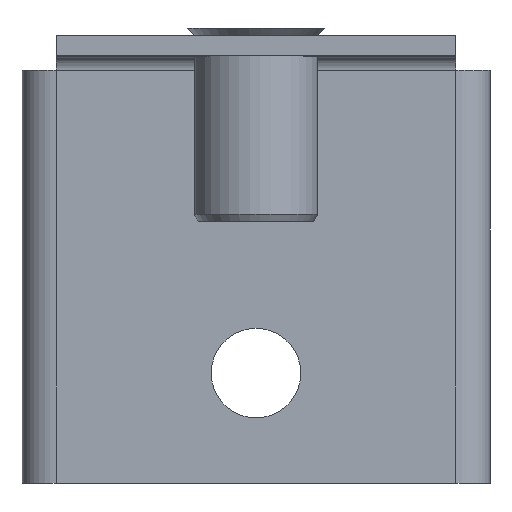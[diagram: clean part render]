
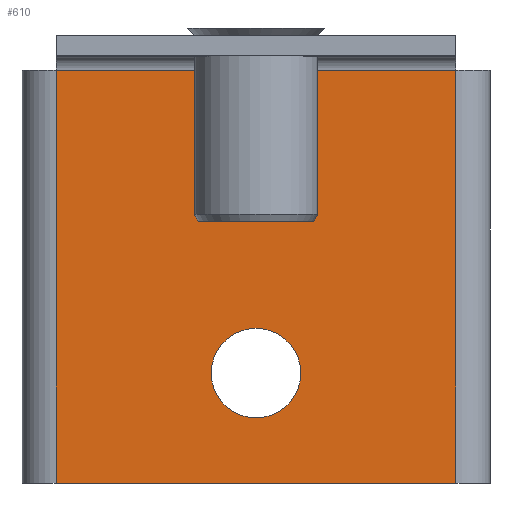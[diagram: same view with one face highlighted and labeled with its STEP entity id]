
A CAD part, top view. The second image highlights one B-rep face of the part: STEP entity #610.
In plain terms, the highlighted planar face has unit normal (0, 0, 1).
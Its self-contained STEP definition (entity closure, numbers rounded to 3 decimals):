
#14 = LINE ( 'NONE', #428, #789 ) ;
#16 = DIRECTION ( 'NONE',  ( 1., 0., 0. ) ) ;
#24 = AXIS2_PLACEMENT_3D ( 'NONE', #933, #290, #16 ) ;
#94 = DIRECTION ( 'NONE',  ( -1., 0., 0. ) ) ;
#118 = ORIENTED_EDGE ( 'NONE', *, *, #698, .F. ) ;
#142 = VERTEX_POINT ( 'NONE', #1204 ) ;
#151 = EDGE_LOOP ( 'NONE', ( #118, #991 ) ) ;
#196 = EDGE_CURVE ( 'NONE', #970, #1027, #713, .T. ) ;
#244 = CARTESIAN_POINT ( 'NONE',  ( 15.5, 8., 0. ) ) ;
#253 = PLANE ( 'NONE',  #1221 ) ;
#265 = DIRECTION ( 'NONE',  ( 0., 0., -1. ) ) ;
#290 = DIRECTION ( 'NONE',  ( 0., 0., 1. ) ) ;
#371 = CARTESIAN_POINT ( 'NONE',  ( 0., 0., 0. ) ) ;
#398 = LINE ( 'NONE', #426, #439 ) ;
#426 = CARTESIAN_POINT ( 'NONE',  ( 0., 0., 0. ) ) ;
#428 = CARTESIAN_POINT ( 'NONE',  ( 30., 0., 0. ) ) ;
#439 = VECTOR ( 'NONE', #1183, 1000. ) ;
#461 = ORIENTED_EDGE ( 'NONE', *, *, #1111, .T. ) ;
#487 = DIRECTION ( 'NONE',  ( 0., 0., 1. ) ) ;
#610 = ADVANCED_FACE ( 'NONE', ( #745, #1553 ), #253, .F. ) ;
#643 = EDGE_CURVE ( 'NONE', #1680, #1157, #1358, .T. ) ;
#667 = CARTESIAN_POINT ( 'NONE',  ( 18.75, 8., 0. ) ) ;
#668 = VERTEX_POINT ( 'NONE', #1312 ) ;
#698 = EDGE_CURVE ( 'NONE', #1157, #1680, #1430, .T. ) ;
#713 = LINE ( 'NONE', #1114, #1487 ) ;
#745 = FACE_BOUND ( 'NONE', #151, .T. ) ;
#753 = ORIENTED_EDGE ( 'NONE', *, *, #1439, .T. ) ;
#760 = CARTESIAN_POINT ( 'NONE',  ( 0., 30., 0. ) ) ;
#772 = DIRECTION ( 'NONE',  ( 1., 0., 0. ) ) ;
#784 = ORIENTED_EDGE ( 'NONE', *, *, #196, .T. ) ;
#789 = VECTOR ( 'NONE', #1342, 1000. ) ;
#792 = VECTOR ( 'NONE', #1134, 1000. ) ;
#864 = CARTESIAN_POINT ( 'NONE',  ( 1., 0., 0. ) ) ;
#898 = LINE ( 'NONE', #760, #792 ) ;
#933 = CARTESIAN_POINT ( 'NONE',  ( 15.5, 8., 0. ) ) ;
#970 = VERTEX_POINT ( 'NONE', #1152 ) ;
#991 = ORIENTED_EDGE ( 'NONE', *, *, #643, .F. ) ;
#1027 = VERTEX_POINT ( 'NONE', #864 ) ;
#1061 = EDGE_LOOP ( 'NONE', ( #784, #1702, #461, #753 ) ) ;
#1111 = EDGE_CURVE ( 'NONE', #668, #142, #14, .T. ) ;
#1114 = CARTESIAN_POINT ( 'NONE',  ( 1., 30., 0. ) ) ;
#1134 = DIRECTION ( 'NONE',  ( -1., 0., 0. ) ) ;
#1135 = AXIS2_PLACEMENT_3D ( 'NONE', #244, #487, #772 ) ;
#1152 = CARTESIAN_POINT ( 'NONE',  ( 1., 30., 0. ) ) ;
#1157 = VERTEX_POINT ( 'NONE', #667 ) ;
#1183 = DIRECTION ( 'NONE',  ( 1., 0., 0. ) ) ;
#1188 = DIRECTION ( 'NONE',  ( 0., -1., 0. ) ) ;
#1204 = CARTESIAN_POINT ( 'NONE',  ( 30., 30., 0. ) ) ;
#1221 = AXIS2_PLACEMENT_3D ( 'NONE', #371, #265, #94 ) ;
#1312 = CARTESIAN_POINT ( 'NONE',  ( 30., 0., 0. ) ) ;
#1342 = DIRECTION ( 'NONE',  ( 0., 1., 0. ) ) ;
#1358 = CIRCLE ( 'NONE', #1135, 3.25 ) ;
#1430 = CIRCLE ( 'NONE', #24, 3.25 ) ;
#1439 = EDGE_CURVE ( 'NONE', #142, #970, #898, .T. ) ;
#1487 = VECTOR ( 'NONE', #1188, 1000. ) ;
#1550 = CARTESIAN_POINT ( 'NONE',  ( 12.25, 8., 0. ) ) ;
#1553 = FACE_OUTER_BOUND ( 'NONE', #1061, .T. ) ;
#1558 = EDGE_CURVE ( 'NONE', #1027, #668, #398, .T. ) ;
#1680 = VERTEX_POINT ( 'NONE', #1550 ) ;
#1702 = ORIENTED_EDGE ( 'NONE', *, *, #1558, .T. ) ;
